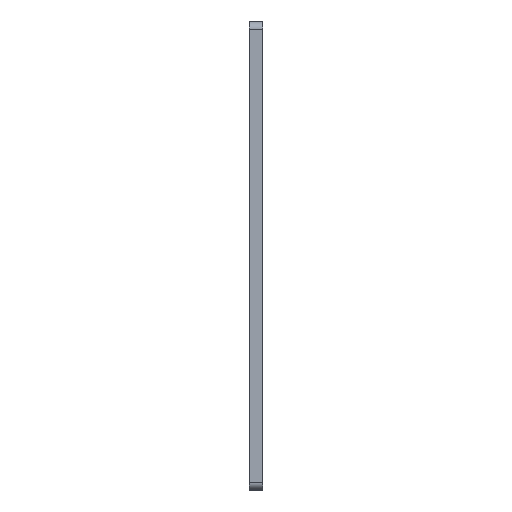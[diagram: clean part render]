
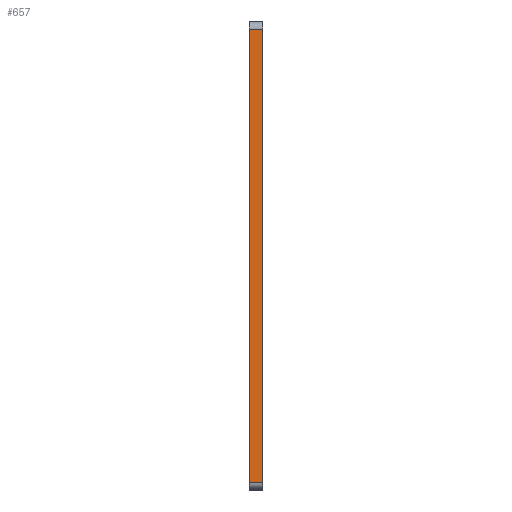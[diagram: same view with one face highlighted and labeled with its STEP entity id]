
A CAD part, top view. The second image highlights one B-rep face of the part: STEP entity #657.
In plain terms, the highlighted planar face has unit normal (0, 0, 1).
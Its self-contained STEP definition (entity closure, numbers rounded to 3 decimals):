
#630=AXIS2_PLACEMENT_3D('Plane Axis2P3D',#627,#628,#629) ;
#255=CARTESIAN_POINT('Vertex',(9.525,190.319,1127.558)) ;
#258=CARTESIAN_POINT('Line Origine',(9.525,34.66,1127.558)) ;
#262=CARTESIAN_POINT('Vertex',(9.525,-121.,1127.558)) ;
#627=CARTESIAN_POINT('Axis2P3D Location',(0.,195.319,1127.558)) ;
#632=CARTESIAN_POINT('Line Origine',(4.763,190.319,1127.558)) ;
#636=CARTESIAN_POINT('Vertex',(0.,190.319,1127.558)) ;
#639=CARTESIAN_POINT('Line Origine',(0.,34.66,1127.558)) ;
#643=CARTESIAN_POINT('Vertex',(0.,-121.,1127.558)) ;
#646=CARTESIAN_POINT('Line Origine',(4.763,-121.,1127.558)) ;
#259=DIRECTION('Vector Direction',(0.,-1.,0.)) ;
#628=DIRECTION('Axis2P3D Direction',(-0.,0.,1.)) ;
#629=DIRECTION('Axis2P3D XDirection',(0.,-1.,0.)) ;
#633=DIRECTION('Vector Direction',(1.,0.,0.)) ;
#640=DIRECTION('Vector Direction',(0.,-1.,0.)) ;
#647=DIRECTION('Vector Direction',(1.,0.,0.)) ;
#260=VECTOR('Line Direction',#259,1.) ;
#634=VECTOR('Line Direction',#633,1.) ;
#641=VECTOR('Line Direction',#640,1.) ;
#648=VECTOR('Line Direction',#647,1.) ;
#652=ORIENTED_EDGE('',*,*,#264,.F.) ;
#653=ORIENTED_EDGE('',*,*,#638,.F.) ;
#654=ORIENTED_EDGE('',*,*,#645,.T.) ;
#655=ORIENTED_EDGE('',*,*,#650,.T.) ;
#657=ADVANCED_FACE('PartBody',(#656),#631,.T.) ;
#264=EDGE_CURVE('',#256,#263,#261,.T.) ;
#638=EDGE_CURVE('',#637,#256,#635,.T.) ;
#645=EDGE_CURVE('',#637,#644,#642,.T.) ;
#650=EDGE_CURVE('',#644,#263,#649,.T.) ;
#651=EDGE_LOOP('',(#652,#653,#654,#655)) ;
#656=FACE_OUTER_BOUND('',#651,.T.) ;
#261=LINE('Line',#258,#260) ;
#635=LINE('Line',#632,#634) ;
#642=LINE('Line',#639,#641) ;
#649=LINE('Line',#646,#648) ;
#631=PLANE('',#630) ;
#256=VERTEX_POINT('',#255) ;
#263=VERTEX_POINT('',#262) ;
#637=VERTEX_POINT('',#636) ;
#644=VERTEX_POINT('',#643) ;
